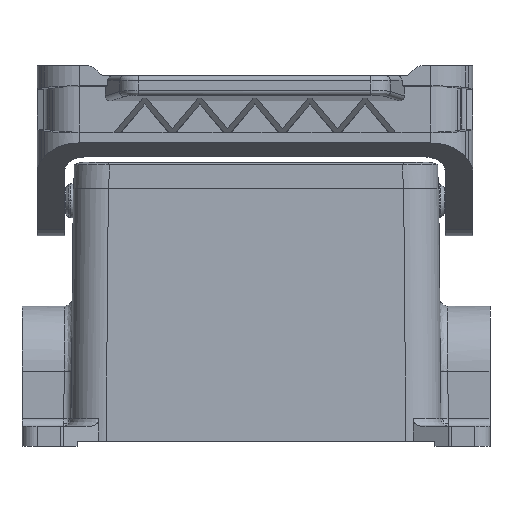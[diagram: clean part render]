
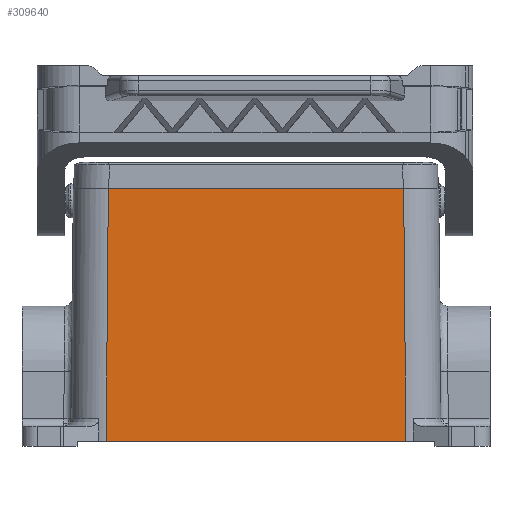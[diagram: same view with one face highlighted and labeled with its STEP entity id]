
A CAD part, front view. The second image highlights one B-rep face of the part: STEP entity #309640.
In plain terms, the highlighted face is planar.
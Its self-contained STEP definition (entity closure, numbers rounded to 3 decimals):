
#1220=CARTESIAN_POINT('',(63.325,69.408,0.));
#1230=VERTEX_POINT('',#1220);
#1260=CARTESIAN_POINT('',(63.325,0.,0.));
#1270=DIRECTION('',(0.,-1.,0.));
#1280=VECTOR('',#1270,1.);
#1290=LINE('',#1260,#1280);
#1300=CARTESIAN_POINT('',(63.325,10.407,0.));
#1310=VERTEX_POINT('',#1300);
#1320=EDGE_CURVE('',#1230,#1310,#1290,.T.);
#309340=CARTESIAN_POINT('',(63.325,3.407,0.));
#309350=DIRECTION('',(1.,0.,0.009));
#309360=DIRECTION('',(0.,-1.,0.));
#309370=AXIS2_PLACEMENT_3D('',#309340,#309350,#309360);
#309380=PLANE('',#309370);
#309390=CARTESIAN_POINT('',(63.324,69.407,
0.061));
#309400=DIRECTION('',(-0.009,-0.009,
1.));
#309410=VECTOR('',#309400,1.);
#309420=LINE('',#309390,#309410);
#309430=CARTESIAN_POINT('',(63.766,69.848,-50.5));
#309440=VERTEX_POINT('',#309430);
#309450=EDGE_CURVE('',#309440,#1230,#309420,.T.);
#309460=ORIENTED_EDGE('',*,*,#309450,.T.);
#309470=CARTESIAN_POINT('',(63.766,0.,-50.5));
#309480=DIRECTION('',(0.,-1.,0.));
#309490=VECTOR('',#309480,1.);
#309500=LINE('',#309470,#309490);
#309510=CARTESIAN_POINT('',(63.766,9.966,-50.5));
#309520=VERTEX_POINT('',#309510);
#309530=EDGE_CURVE('',#309440,#309520,#309500,.T.);
#309540=ORIENTED_EDGE('',*,*,#309530,.F.);
#309550=CARTESIAN_POINT('',(63.324,10.408,
0.061));
#309560=DIRECTION('',(-0.009,0.009,
1.));
#309570=VECTOR('',#309560,1.);
#309580=LINE('',#309550,#309570);
#309590=EDGE_CURVE('',#309520,#1310,#309580,.T.);
#309600=ORIENTED_EDGE('',*,*,#309590,.F.);
#309610=ORIENTED_EDGE('',*,*,#1320,.T.);
#309620=EDGE_LOOP('',(#309610,#309600,#309540,#309460));
#309630=FACE_OUTER_BOUND('',#309620,.T.);
#309640=ADVANCED_FACE('',(#309630),#309380,.T.);
